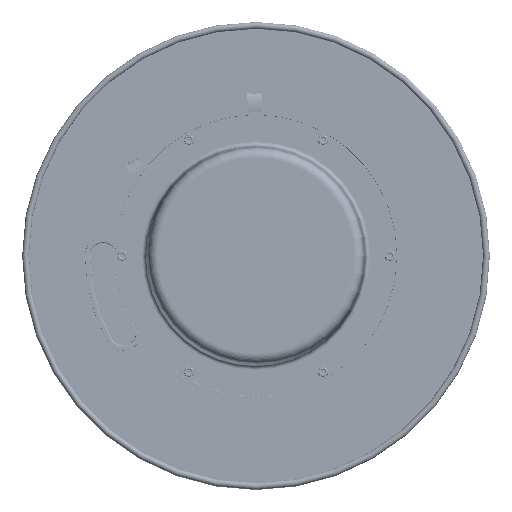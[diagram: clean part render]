
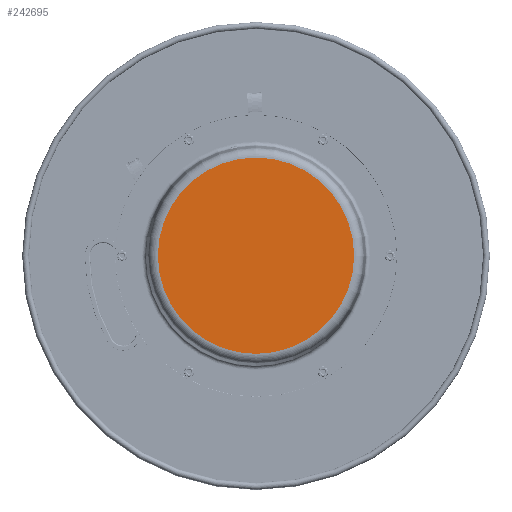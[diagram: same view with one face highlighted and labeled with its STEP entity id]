
A CAD part, top view. The second image highlights one B-rep face of the part: STEP entity #242695.
In plain terms, the highlighted planar face has unit normal (0, 0, 1).
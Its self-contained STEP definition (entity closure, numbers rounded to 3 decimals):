
#184 = CARTESIAN_POINT ( 'NONE',  ( 99.934, 57.697, 395.5 ) ) ;
#13683 = AXIS2_PLACEMENT_3D ( 'NONE', #203345, #223545, #222305 ) ;
#29128 = DIRECTION ( 'NONE',  ( 0., 0., 1. ) ) ;
#39878 = EDGE_LOOP ( 'NONE', ( #150262 ) ) ;
#42442 = AXIS2_PLACEMENT_3D ( 'NONE', #141660, #29128, #140416 ) ;
#53969 = EDGE_CURVE ( 'NONE', #151925, #151925, #98929, .T. ) ;
#68162 = PLANE ( 'NONE',  #13683 ) ;
#98929 = CIRCLE ( 'NONE', #42442, 115.394 ) ;
#140416 = DIRECTION ( 'NONE',  ( 0.866, 0.5, 0. ) ) ;
#141660 = CARTESIAN_POINT ( 'NONE',  ( 0., 0., 395.5 ) ) ;
#150262 = ORIENTED_EDGE ( 'NONE', *, *, #53969, .T. ) ;
#151925 = VERTEX_POINT ( 'NONE', #184 ) ;
#203345 = CARTESIAN_POINT ( 'NONE',  ( 0., 0., 395.5 ) ) ;
#222305 = DIRECTION ( 'NONE',  ( 0.866, 0.5, 0. ) ) ;
#223545 = DIRECTION ( 'NONE',  ( 0., 0., 1. ) ) ;
#226024 = FACE_OUTER_BOUND ( 'NONE', #39878, .T. ) ;
#242695 = ADVANCED_FACE ( 'NONE', ( #226024 ), #68162, .T. ) ;
